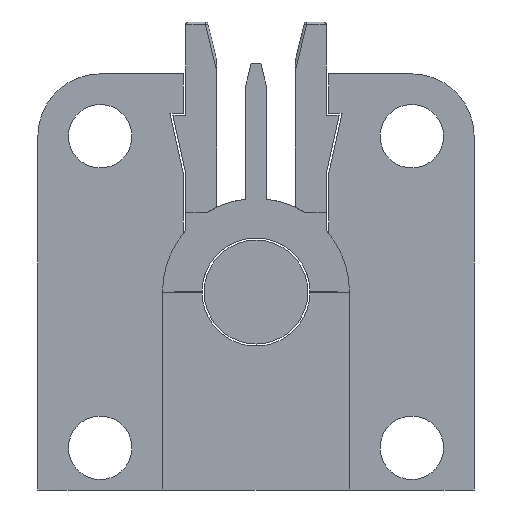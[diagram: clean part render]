
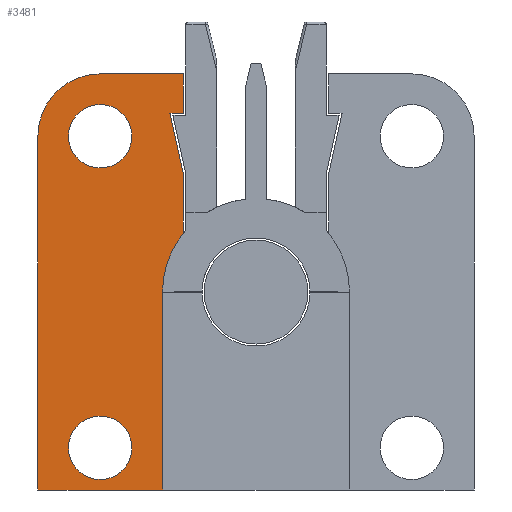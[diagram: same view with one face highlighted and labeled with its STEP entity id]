
A CAD part, front view. The second image highlights one B-rep face of the part: STEP entity #3481.
In plain terms, the highlighted planar face has unit normal (0, -1, 0).
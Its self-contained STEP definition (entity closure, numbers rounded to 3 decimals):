
#15=FACE_BOUND('',#604,.T.);
#16=FACE_BOUND('',#605,.T.);
#132=CIRCLE('',#3777,3.05);
#137=CIRCLE('',#3795,3.05);
#139=CIRCLE('',#3800,6.);
#239=PLANE('',#3802);
#416=FACE_OUTER_BOUND('',#603,.T.);
#603=EDGE_LOOP('',(#2944,#2945,#2946,#2947,#2948,#2949,#2950,#2951,#2952,
#2953,#2954,#2955,#2956,#2957));
#604=EDGE_LOOP('',(#2958));
#605=EDGE_LOOP('',(#2959));
#919=LINE('',#5489,#1320);
#921=LINE('',#5494,#1322);
#924=LINE('',#5501,#1325);
#928=LINE('',#5509,#1329);
#931=LINE('',#5515,#1332);
#934=LINE('',#5521,#1335);
#937=LINE('',#5527,#1338);
#940=LINE('',#5533,#1341);
#945=LINE('',#5543,#1346);
#946=LINE('',#5545,#1347);
#949=LINE('',#5554,#1350);
#952=LINE('',#5560,#1353);
#954=LINE('',#5566,#1355);
#1320=VECTOR('',#4497,10.);
#1322=VECTOR('',#4501,10.);
#1325=VECTOR('',#4506,10.);
#1329=VECTOR('',#4512,10.);
#1332=VECTOR('',#4517,10.);
#1335=VECTOR('',#4522,10.);
#1338=VECTOR('',#4527,10.);
#1341=VECTOR('',#4532,10.);
#1346=VECTOR('',#4539,10.);
#1347=VECTOR('',#4542,10.);
#1350=VECTOR('',#4553,10.);
#1353=VECTOR('',#4558,10.);
#1355=VECTOR('',#4568,10.);
#1675=VERTEX_POINT('',#5457);
#1685=VERTEX_POINT('',#5482);
#1688=VERTEX_POINT('',#5487);
#1689=VERTEX_POINT('',#5491);
#1690=VERTEX_POINT('',#5493);
#1692=VERTEX_POINT('',#5498);
#1693=VERTEX_POINT('',#5500);
#1696=VERTEX_POINT('',#5507);
#1698=VERTEX_POINT('',#5513);
#1700=VERTEX_POINT('',#5519);
#1702=VERTEX_POINT('',#5525);
#1704=VERTEX_POINT('',#5531);
#1706=VERTEX_POINT('',#5537);
#1708=VERTEX_POINT('',#5541);
#1709=VERTEX_POINT('',#5548);
#1711=VERTEX_POINT('',#5557);
#2097=EDGE_CURVE('',#1675,#1675,#132,.T.);
#2112=EDGE_CURVE('',#1685,#1688,#919,.T.);
#2114=EDGE_CURVE('',#1689,#1690,#921,.T.);
#2117=EDGE_CURVE('',#1693,#1692,#924,.T.);
#2121=EDGE_CURVE('',#1692,#1696,#928,.T.);
#2124=EDGE_CURVE('',#1696,#1698,#931,.T.);
#2127=EDGE_CURVE('',#1698,#1700,#934,.T.);
#2130=EDGE_CURVE('',#1700,#1702,#937,.T.);
#2133=EDGE_CURVE('',#1702,#1704,#940,.T.);
#2138=EDGE_CURVE('',#1706,#1708,#945,.T.);
#2139=EDGE_CURVE('',#1708,#1685,#946,.T.);
#2141=EDGE_CURVE('',#1709,#1709,#137,.T.);
#2144=EDGE_CURVE('',#1689,#1693,#949,.T.);
#2147=EDGE_CURVE('',#1704,#1711,#952,.T.);
#2149=EDGE_CURVE('',#1706,#1711,#139,.T.);
#2151=EDGE_CURVE('',#1690,#1688,#954,.T.);
#2944=ORIENTED_EDGE('',*,*,#2144,.T.);
#2945=ORIENTED_EDGE('',*,*,#2117,.T.);
#2946=ORIENTED_EDGE('',*,*,#2121,.T.);
#2947=ORIENTED_EDGE('',*,*,#2124,.T.);
#2948=ORIENTED_EDGE('',*,*,#2127,.T.);
#2949=ORIENTED_EDGE('',*,*,#2130,.T.);
#2950=ORIENTED_EDGE('',*,*,#2133,.T.);
#2951=ORIENTED_EDGE('',*,*,#2147,.T.);
#2952=ORIENTED_EDGE('',*,*,#2149,.F.);
#2953=ORIENTED_EDGE('',*,*,#2138,.T.);
#2954=ORIENTED_EDGE('',*,*,#2139,.T.);
#2955=ORIENTED_EDGE('',*,*,#2112,.T.);
#2956=ORIENTED_EDGE('',*,*,#2151,.F.);
#2957=ORIENTED_EDGE('',*,*,#2114,.F.);
#2958=ORIENTED_EDGE('',*,*,#2097,.T.);
#2959=ORIENTED_EDGE('',*,*,#2141,.T.);
#3481=ADVANCED_FACE('',(#416,#15,#16),#239,.T.);
#3777=AXIS2_PLACEMENT_3D('',#5458,#4471,#4472);
#3795=AXIS2_PLACEMENT_3D('',#5549,#4546,#4547);
#3800=AXIS2_PLACEMENT_3D('',#5563,#4562,#4563);
#3802=AXIS2_PLACEMENT_3D('',#5565,#4566,#4567);
#4471=DIRECTION('center_axis',(0.,1.,0.));
#4472=DIRECTION('ref_axis',(-1.,0.,0.));
#4497=DIRECTION('',(0.,0.,-1.));
#4501=DIRECTION('',(0.,0.,-1.));
#4506=DIRECTION('',(0.,0.,1.));
#4512=DIRECTION('',(-1.,0.,0.));
#4517=DIRECTION('',(0.,0.,1.));
#4522=DIRECTION('',(-0.216,0.,0.976));
#4527=DIRECTION('',(1.,0.,0.));
#4532=DIRECTION('',(0.,0.,1.));
#4539=DIRECTION('',(0.,0.,-1.));
#4542=DIRECTION('',(0.,0.,-1.));
#4546=DIRECTION('center_axis',(0.,1.,0.));
#4547=DIRECTION('ref_axis',(1.,0.,0.));
#4553=DIRECTION('',(1.,0.,0.009));
#4558=DIRECTION('',(-1.,0.,0.));
#4562=DIRECTION('center_axis',(0.,1.,0.));
#4563=DIRECTION('ref_axis',(-0.707,0.,0.707));
#4566=DIRECTION('center_axis',(0.,-1.,0.));
#4567=DIRECTION('ref_axis',(1.,0.,0.));
#4568=DIRECTION('',(-1.,0.,0.));
#5457=CARTESIAN_POINT('',(-11.95,3.5,-14.99));
#5458=CARTESIAN_POINT('Origin',(-15.,3.5,-14.99));
#5482=CARTESIAN_POINT('',(-21.,3.5,0.));
#5487=CARTESIAN_POINT('',(-21.,3.5,-19.05));
#5489=CARTESIAN_POINT('',(-21.,3.5,0.));
#5491=CARTESIAN_POINT('',(-9.,3.5,0.));
#5493=CARTESIAN_POINT('',(-9.,3.5,-19.05));
#5494=CARTESIAN_POINT('',(-9.,3.5,0.));
#5498=CARTESIAN_POINT('',(-5.2,3.5,5.));
#5500=CARTESIAN_POINT('',(-5.2,3.5,0.034));
#5501=CARTESIAN_POINT('',(-5.2,3.5,0.034));
#5507=CARTESIAN_POINT('',(-7.,3.5,5.));
#5509=CARTESIAN_POINT('',(-9.,3.5,5.));
#5513=CARTESIAN_POINT('',(-7.,3.5,11.408));
#5515=CARTESIAN_POINT('',(-7.,3.5,5.));
#5519=CARTESIAN_POINT('',(-8.281,3.5,17.2));
#5521=CARTESIAN_POINT('',(-7.,3.5,11.408));
#5525=CARTESIAN_POINT('',(-7.,3.5,17.2));
#5527=CARTESIAN_POINT('',(-7.,3.5,17.2));
#5531=CARTESIAN_POINT('',(-7.,3.5,21.01));
#5533=CARTESIAN_POINT('',(-7.,3.5,5.));
#5537=CARTESIAN_POINT('',(-21.,3.5,15.01));
#5541=CARTESIAN_POINT('',(-21.,3.5,8.5));
#5543=CARTESIAN_POINT('',(-21.,3.5,8.5));
#5545=CARTESIAN_POINT('',(-21.,3.5,0.));
#5548=CARTESIAN_POINT('',(-18.05,3.5,15.));
#5549=CARTESIAN_POINT('Origin',(-15.,3.5,15.));
#5554=CARTESIAN_POINT('',(-7.85,3.5,0.01));
#5557=CARTESIAN_POINT('',(-15.,3.5,21.01));
#5560=CARTESIAN_POINT('',(-5.2,3.5,21.01));
#5563=CARTESIAN_POINT('Origin',(-15.,3.5,15.01));
#5565=CARTESIAN_POINT('Origin',(-10.5,3.5,0.005));
#5566=CARTESIAN_POINT('',(-5.242,3.5,-19.05));
